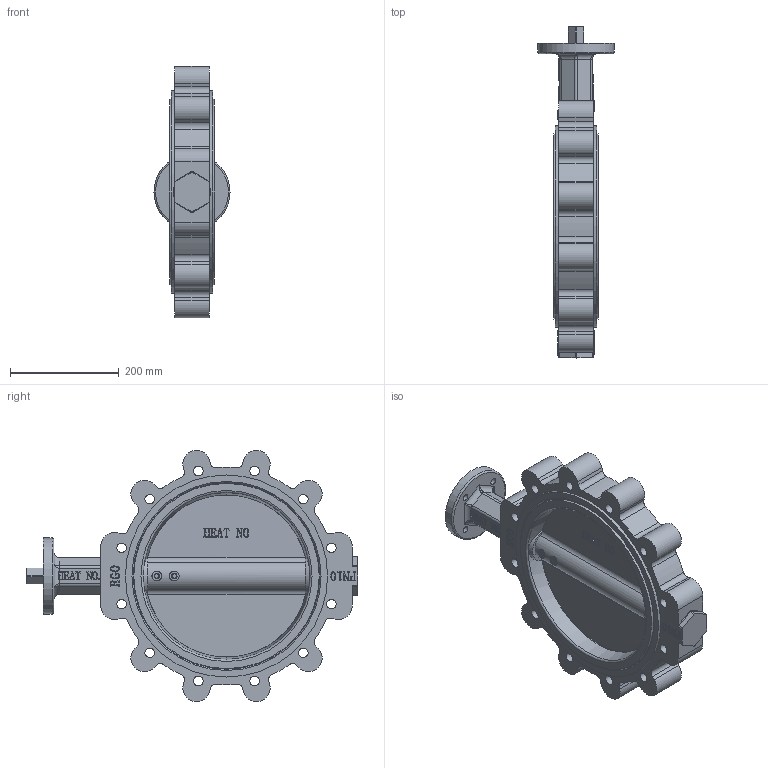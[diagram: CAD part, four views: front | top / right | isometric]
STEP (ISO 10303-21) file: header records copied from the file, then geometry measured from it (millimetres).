
FILE_DESCRIPTION(/* description */ ('STEP AP203'),/* implementation_level */ '2;1');
FILE_NAME(/* name */ 'Lug type-DN300-PN10.stp',/* time_stamp */ '2019-10-17T13:51:20+02:00',/* author */ ('A8711351'),/* organization */ (''),/* preprocessor_version */ 'ST-DEVELOPER v18',/* originating_system */ 'Autodesk Inventor 2020',/* authorisation */ '');
FILE_SCHEMA (('AUTOMOTIVE_DESIGN { 1 0 10303 214 3 1 1 }'));
Products named in the file (8): Lug type-DN300-PN10; 2.SEAT; 3.DISC; 4.SHAFT; 7.BUSHING; 8.NAME PLATE; 1.BODY L - PN10; 5.PIN
Assembly tree (8 placements, depth 2):
  Lug type-DN300-PN10
    2.SEAT
    3.DISC
    4.SHAFT
    7.BUSHING
    5.PIN  x2
    8.NAME PLATE
    1.BODY L - PN10
Bounding box: 140 x 611 x 462.26 mm (x, y, z)
Volume: 7598891.7 mm3; surface area: 907215.2 mm2
Topology: 8 solids, 8 shells, 1246 faces, 4668 edges, 3602 vertices
Faces by surface type: plane 726, bspline 353, cylinder 129, torus 18, cone 18, sphere 2
Full cylindrical faces by diameter (mm): 12 x4, 17.5 x12, 31.6 x1, 31.8 x2, 38.1 x3, 70 x1, 140 x1, 341.2 x2, 344 x1, 344.2 x1, 372 x2
Entity records: 75752 total; most frequent: CARTESIAN_POINT 38391, ORIENTED_EDGE 9298, DIRECTION 5367, EDGE_CURVE 4649, VERTEX_POINT 3595, LINE 2863, VECTOR 2863, EDGE_LOOP 1456
